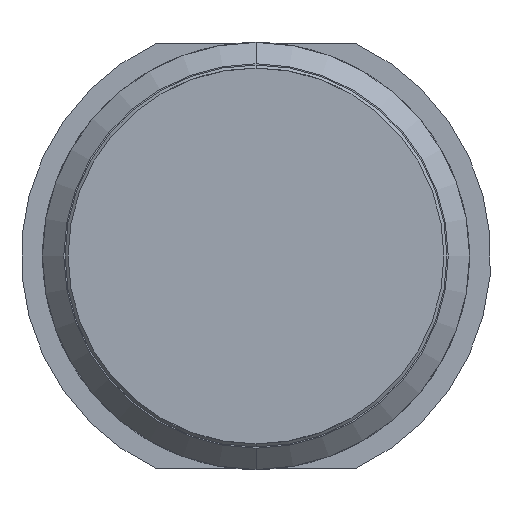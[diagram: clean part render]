
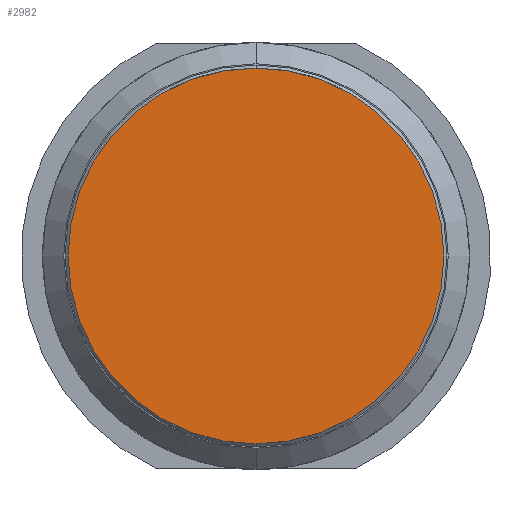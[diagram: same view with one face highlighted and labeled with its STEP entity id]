
A CAD part, front view. The second image highlights one B-rep face of the part: STEP entity #2982.
In plain terms, the highlighted planar face has unit normal (0, -1, 0).
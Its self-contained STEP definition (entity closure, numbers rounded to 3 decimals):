
#83 = DIRECTION ( 'NONE',  ( 1., 0., 0. ) ) ;
#286 = EDGE_CURVE ( 'Defeature ausgef�hrt1_16+Defeature ausgef�hrt1_23+Defeature ausgef�hrt1_23+Defeature ausgef�hrt1_23', #322, #2429, #2226, .T. ) ;
#322 = VERTEX_POINT ( 'NONE', #393 ) ;
#393 = CARTESIAN_POINT ( 'NONE',  ( -2.2, 0., 0. ) ) ;
#562 = AXIS2_PLACEMENT_3D ( 'NONE', #3473, #1643, #83 ) ;
#619 = AXIS2_PLACEMENT_3D ( 'NONE', #3803, #2912, #1973 ) ;
#1024 = FACE_OUTER_BOUND ( 'NONE', #1236, .T. ) ;
#1088 = PLANE ( 'NONE',  #619 ) ;
#1105 = AXIS2_PLACEMENT_3D ( 'NONE', #3467, #1289, #3455 ) ;
#1236 = EDGE_LOOP ( 'NONE', ( #1893, #3370 ) ) ;
#1289 = DIRECTION ( 'NONE',  ( 0., -1., 0. ) ) ;
#1643 = DIRECTION ( 'NONE',  ( 0., -1., 0. ) ) ;
#1893 = ORIENTED_EDGE ( 'NONE', *, *, #2955, .T. ) ;
#1973 = DIRECTION ( 'NONE',  ( -1., 0., 0. ) ) ;
#2226 = CIRCLE ( 'NONE', #1105, 2.2 ) ;
#2429 = VERTEX_POINT ( 'NONE', #3204 ) ;
#2912 = DIRECTION ( 'NONE',  ( 0., 1., 0. ) ) ;
#2955 = EDGE_CURVE ( 'Defeature ausgef�hrt1_16+Defeature ausgef�hrt1_23+Defeature ausgef�hrt1_23+Defeature ausgef�hrt1_23', #2429, #322, #3542, .T. ) ;
#2982 = ADVANCED_FACE ( 'Defeature ausgef�hrt1_16', ( #1024 ), #1088, .F. ) ;
#3204 = CARTESIAN_POINT ( 'NONE',  ( 2.2, 0., 0. ) ) ;
#3370 = ORIENTED_EDGE ( 'NONE', *, *, #286, .T. ) ;
#3455 = DIRECTION ( 'NONE',  ( 1., 0., 0. ) ) ;
#3467 = CARTESIAN_POINT ( 'NONE',  ( 0., 0., 0. ) ) ;
#3473 = CARTESIAN_POINT ( 'NONE',  ( 0., 0., 0. ) ) ;
#3542 = CIRCLE ( 'NONE', #562, 2.2 ) ;
#3803 = CARTESIAN_POINT ( 'NONE',  ( 0., 0., 1.9 ) ) ;
